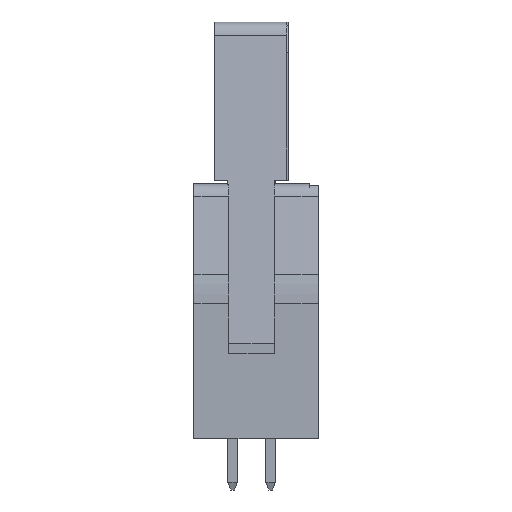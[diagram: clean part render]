
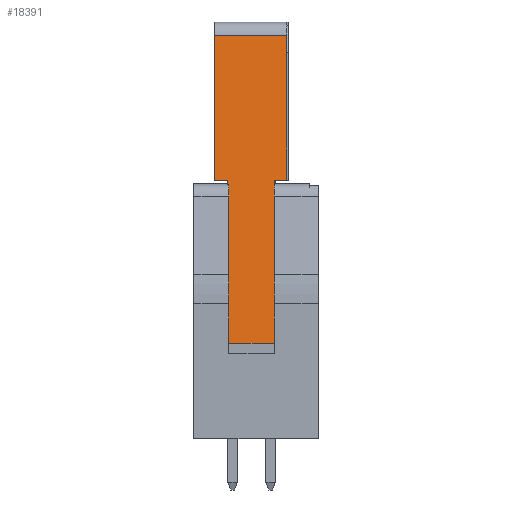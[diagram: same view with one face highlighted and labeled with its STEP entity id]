
A CAD part, front view. The second image highlights one B-rep face of the part: STEP entity #18391.
In plain terms, the highlighted face is planar.
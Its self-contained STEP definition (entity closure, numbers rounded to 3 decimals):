
#1672=ORIENTED_EDGE('',*,*,#4269,.F.);
#1673=ORIENTED_EDGE('',*,*,#4825,.T.);
#1674=ORIENTED_EDGE('',*,*,#4829,.F.);
#1675=ORIENTED_EDGE('',*,*,#4830,.T.);
#1676=ORIENTED_EDGE('',*,*,#4831,.F.);
#1677=ORIENTED_EDGE('',*,*,#4832,.F.);
#1678=ORIENTED_EDGE('',*,*,#4833,.T.);
#1679=ORIENTED_EDGE('',*,*,#4834,.F.);
#1680=ORIENTED_EDGE('',*,*,#4835,.F.);
#1681=ORIENTED_EDGE('',*,*,#4032,.T.);
#4032=EDGE_CURVE('',#5915,#5916,#7079,.T.);
#4269=EDGE_CURVE('',#6101,#5916,#7303,.T.);
#4825=EDGE_CURVE('',#6101,#6449,#7818,.T.);
#4829=EDGE_CURVE('',#6452,#6449,#7822,.T.);
#4830=EDGE_CURVE('',#6452,#6453,#7823,.T.);
#4831=EDGE_CURVE('',#6454,#6453,#7824,.T.);
#4832=EDGE_CURVE('',#6455,#6454,#7825,.T.);
#4833=EDGE_CURVE('',#6455,#6456,#7826,.T.);
#4834=EDGE_CURVE('',#6457,#6456,#7827,.T.);
#4835=EDGE_CURVE('',#5915,#6457,#7828,.T.);
#5915=VERTEX_POINT('',#23506);
#5916=VERTEX_POINT('',#23507);
#6101=VERTEX_POINT('',#23999);
#6449=VERTEX_POINT('',#25033);
#6452=VERTEX_POINT('',#25043);
#6453=VERTEX_POINT('',#25045);
#6454=VERTEX_POINT('',#25047);
#6455=VERTEX_POINT('',#25049);
#6456=VERTEX_POINT('',#25051);
#6457=VERTEX_POINT('',#25053);
#7079=LINE('',#23505,#8872);
#7303=LINE('',#24000,#9096);
#7818=LINE('',#25034,#9611);
#7822=LINE('',#25042,#9615);
#7823=LINE('',#25044,#9616);
#7824=LINE('',#25046,#9617);
#7825=LINE('',#25048,#9618);
#7826=LINE('',#25050,#9619);
#7827=LINE('',#25052,#9620);
#7828=LINE('',#25054,#9621);
#8872=VECTOR('',#19941,1000.);
#9096=VECTOR('',#20333,1000.);
#9611=VECTOR('',#21190,1000.);
#9615=VECTOR('',#21198,1000.);
#9616=VECTOR('',#21199,1000.);
#9617=VECTOR('',#21200,1000.);
#9618=VECTOR('',#21201,1000.);
#9619=VECTOR('',#21202,1000.);
#9620=VECTOR('',#21203,1000.);
#9621=VECTOR('',#21204,1000.);
#10827=EDGE_LOOP('',(#1672,#1673,#1674,#1675,#1676,#1677,#1678,#1679,#1680,
#1681));
#11644=FACE_BOUND('',#10827,.T.);
#12397=PLANE('',#19207);
#18391=ADVANCED_FACE('',(#11644),#12397,.T.);
#19207=AXIS2_PLACEMENT_3D('',#25041,#21196,#21197);
#19941=DIRECTION('',(0.,1.,0.));
#20333=DIRECTION('',(-0.117,0.,0.993));
#21190=DIRECTION('',(0.,1.,0.));
#21196=DIRECTION('',(0.993,0.,0.117));
#21197=DIRECTION('',(0.117,0.,-0.993));
#21198=DIRECTION('',(0.117,0.,-0.993));
#21199=DIRECTION('',(0.,1.,0.));
#21200=DIRECTION('',(0.117,0.,-0.993));
#21201=DIRECTION('',(0.,1.,0.));
#21202=DIRECTION('',(0.117,0.,-0.993));
#21203=DIRECTION('',(0.,-1.,0.));
#21204=DIRECTION('',(-0.117,0.,0.993));
#23505=CARTESIAN_POINT('',(23.089,-4.15,11.948));
#23506=CARTESIAN_POINT('',(23.089,-1.925,11.948));
#23507=CARTESIAN_POINT('',(23.089,-1.825,11.948));
#23999=CARTESIAN_POINT('',(24.34,-1.825,1.366));
#24000=CARTESIAN_POINT('',(24.396,-1.825,0.892));
#25033=CARTESIAN_POINT('',(24.34,1.215,1.366));
#25034=CARTESIAN_POINT('',(24.34,-2.755,1.366));
#25041=CARTESIAN_POINT('',(21.69,-2.755,23.785));
#25042=CARTESIAN_POINT('',(23.054,1.215,12.249));
#25043=CARTESIAN_POINT('',(23.054,1.215,12.249));
#25044=CARTESIAN_POINT('',(23.054,1.215,12.249));
#25045=CARTESIAN_POINT('',(23.054,2.045,12.249));
#25046=CARTESIAN_POINT('',(21.69,2.045,23.785));
#25047=CARTESIAN_POINT('',(21.911,2.045,21.913));
#25048=CARTESIAN_POINT('',(21.911,-2.755,21.913));
#25049=CARTESIAN_POINT('',(21.911,-2.755,21.913));
#25050=CARTESIAN_POINT('',(21.69,-2.755,23.785));
#25051=CARTESIAN_POINT('',(23.054,-2.755,12.249));
#25052=CARTESIAN_POINT('',(23.054,-1.925,12.249));
#25053=CARTESIAN_POINT('',(23.054,-1.925,12.249));
#25054=CARTESIAN_POINT('',(23.054,-1.925,12.249));
